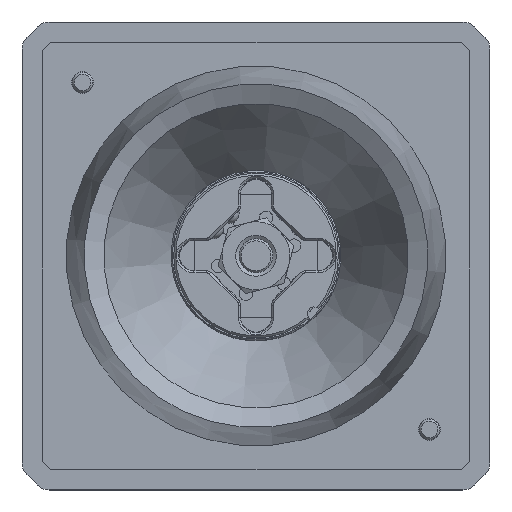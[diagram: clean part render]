
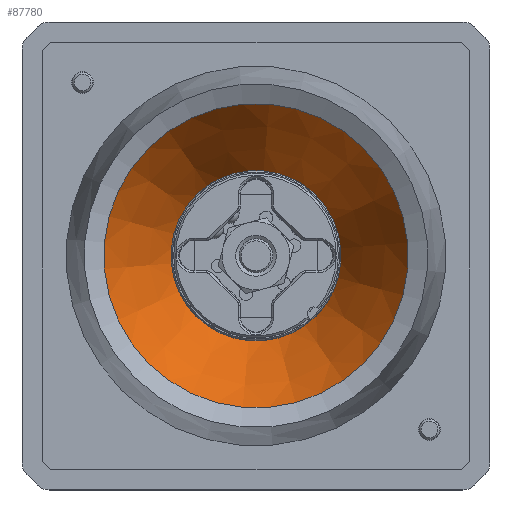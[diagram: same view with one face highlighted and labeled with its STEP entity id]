
A CAD part, top view. The second image highlights one B-rep face of the part: STEP entity #87780.
In plain terms, the highlighted conical face has half-angle 29.573 degrees and reference radius 23.25 mm.
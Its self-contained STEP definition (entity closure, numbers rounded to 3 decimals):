
#3097 = CARTESIAN_POINT ( 'NONE',  ( -21.6, 5.788, -46.721 ) ) ;
#4177 = DIRECTION ( 'NONE',  ( -0.966, 0.259, 0. ) ) ;
#7870 = CONICAL_SURFACE ( 'NONE', #60700, 23.25, 0.516 ) ;
#13578 = ORIENTED_EDGE ( 'NONE', *, *, #54851, .F. ) ;
#14144 = VERTEX_POINT ( 'NONE', #3097 ) ;
#19398 = DIRECTION ( 'NONE',  ( -0.966, 0.259, 0. ) ) ;
#25590 = FACE_OUTER_BOUND ( 'NONE', #62750, .T. ) ;
#31810 = CARTESIAN_POINT ( 'NONE',  ( 0., 0., -46.721 ) ) ;
#36480 = DIRECTION ( 'NONE',  ( 0., 0., 1. ) ) ;
#41954 = AXIS2_PLACEMENT_3D ( 'NONE', #110930, #36480, #121908 ) ;
#45622 = DIRECTION ( 'NONE',  ( 0., 0., 1. ) ) ;
#46295 = FACE_BOUND ( 'NONE', #122590, .T. ) ;
#47655 = CARTESIAN_POINT ( 'NONE',  ( -12.074, 3.235, -64.1 ) ) ;
#54851 = EDGE_CURVE ( 'NONE', #14144, #14144, #85837, .T. ) ;
#55315 = VERTEX_POINT ( 'NONE', #47655 ) ;
#60700 = AXIS2_PLACEMENT_3D ( 'NONE', #98039, #45622, #4177 ) ;
#62750 = EDGE_LOOP ( 'NONE', ( #13578 ) ) ;
#75233 = DIRECTION ( 'NONE',  ( 0., 0., -1. ) ) ;
#81405 = EDGE_CURVE ( 'NONE', #55315, #55315, #83825, .T. ) ;
#83825 = CIRCLE ( 'NONE', #41954, 12.5 ) ;
#85837 = CIRCLE ( 'NONE', #125352, 22.362 ) ;
#86155 = ORIENTED_EDGE ( 'NONE', *, *, #81405, .F. ) ;
#87780 = ADVANCED_FACE ( 'NONE', ( #46295, #25590 ), #7870, .F. ) ;
#98039 = CARTESIAN_POINT ( 'NONE',  ( 0., 0., -45.156 ) ) ;
#110930 = CARTESIAN_POINT ( 'NONE',  ( 0., 0., -64.1 ) ) ;
#121908 = DIRECTION ( 'NONE',  ( -0.966, 0.259, 0. ) ) ;
#122590 = EDGE_LOOP ( 'NONE', ( #86155 ) ) ;
#125352 = AXIS2_PLACEMENT_3D ( 'NONE', #31810, #75233, #19398 ) ;
